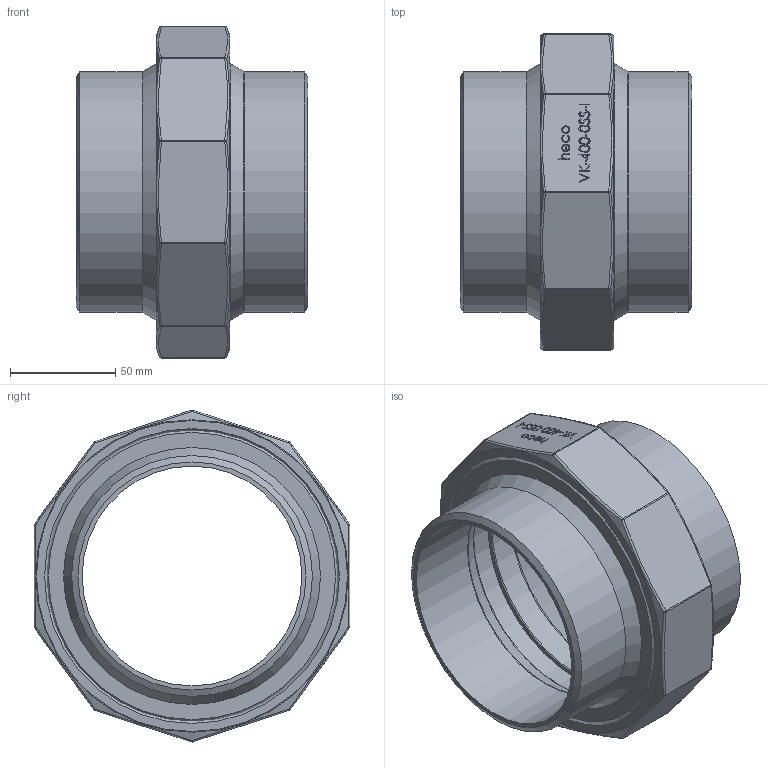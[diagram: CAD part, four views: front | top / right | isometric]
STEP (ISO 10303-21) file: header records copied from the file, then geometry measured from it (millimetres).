
FILE_DESCRIPTION (( 'STEP AP214' ), '1' );
FILE_NAME ('VK-400-0SS-I Verschraubung konisch 2202.STEP', '2022-02-15T10:48:34', ( '' ), ( '' ), 'SwSTEP 2.0', 'SolidWorks 2019', '' );
FILE_SCHEMA (( 'AUTOMOTIVE_DESIGN' ));
Length unit declared in the file: millimetre
Products named in the file (1): VK-400-0SS-I Verschraubung konisch 2202
Bounding box: 110 x 150 x 157.62 mm (x, y, z)
Volume: 424393.7 mm3; surface area: 141012.6 mm2
Topology: 3 solids, 3 shells, 295 faces, 712 edges, 443 vertices
Faces by surface type: bspline 112, plane 108, cylinder 21, torus 21, sphere 20, cone 13
Full cylindrical faces by diameter (mm): 104.3 x2, 114 x2, 114.3 x2, 131 x1, 131.5 x1, 136 x1, 136.75 x1, 140 x1
Entity records: 17231 total; most frequent: CARTESIAN_POINT 8092, ORIENTED_EDGE 1288, DIRECTION 904, EDGE_CURVE 644, VERTEX_POINT 428, EDGE_LOOP 374, FACE_OUTER_BOUND 327, LINE 304
